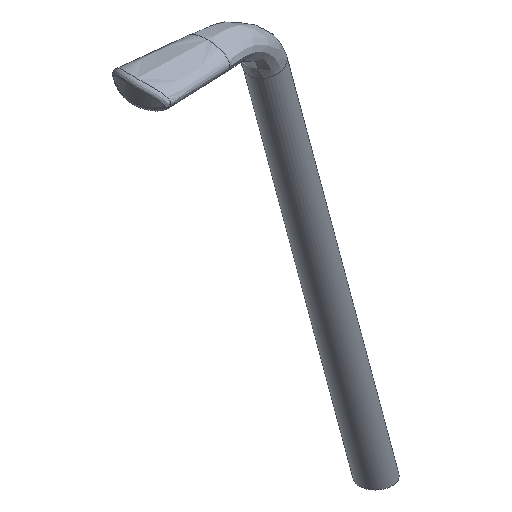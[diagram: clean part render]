
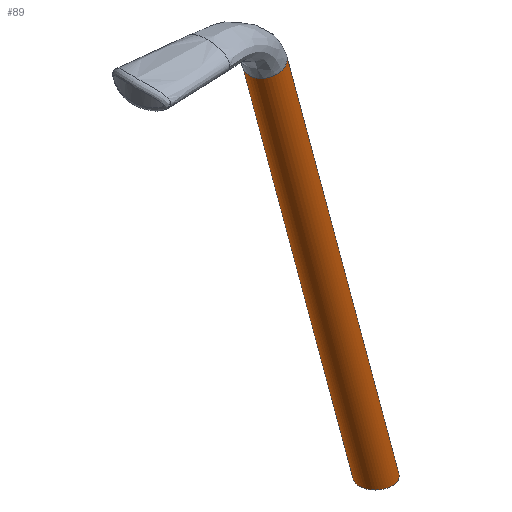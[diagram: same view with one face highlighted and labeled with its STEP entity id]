
A CAD part, isometric view. The second image highlights one B-rep face of the part: STEP entity #89.
In plain terms, the highlighted cylindrical face has radius 2 mm (diameter 4 mm), a full revolution.
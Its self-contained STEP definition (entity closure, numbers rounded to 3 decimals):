
#38=CYLINDRICAL_SURFACE('',#116,2.);
#40=CIRCLE('',#115,2.);
#42=ELLIPSE('',#117,2.071,2.);
#47=ORIENTED_EDGE('',*,*,#56,.F.);
#48=ORIENTED_EDGE('',*,*,#55,.T.);
#55=EDGE_CURVE('',#60,#60,#40,.T.);
#56=EDGE_CURVE('',#61,#61,#42,.F.);
#60=VERTEX_POINT('',#546);
#61=VERTEX_POINT('',#549);
#69=EDGE_LOOP('',(#47));
#70=EDGE_LOOP('',(#48));
#79=FACE_BOUND('',#69,.T.);
#80=FACE_BOUND('',#70,.T.);
#89=ADVANCED_FACE('',(#79,#80),#38,.T.);
#115=AXIS2_PLACEMENT_3D('',#545,#128,#129);
#116=AXIS2_PLACEMENT_3D('',#547,#130,#131);
#117=AXIS2_PLACEMENT_3D('',#548,#132,#133);
#128=DIRECTION('',(0.259,0.,-0.966));
#129=DIRECTION('',(0.,-1.,0.));
#130=DIRECTION('',(-0.259,0.,0.966));
#131=DIRECTION('',(0.966,0.,0.259));
#132=DIRECTION('',(0.,0.,1.));
#133=DIRECTION('',(-1.,0.,0.));
#545=CARTESIAN_POINT('',(-26.843,0.,51.621));
#546=CARTESIAN_POINT('',(-26.843,-2.,51.621));
#547=CARTESIAN_POINT('',(-9.307,0.,-13.825));
#548=CARTESIAN_POINT('',(-13.012,0.,0.));
#549=CARTESIAN_POINT('',(-15.082,0.,0.));
